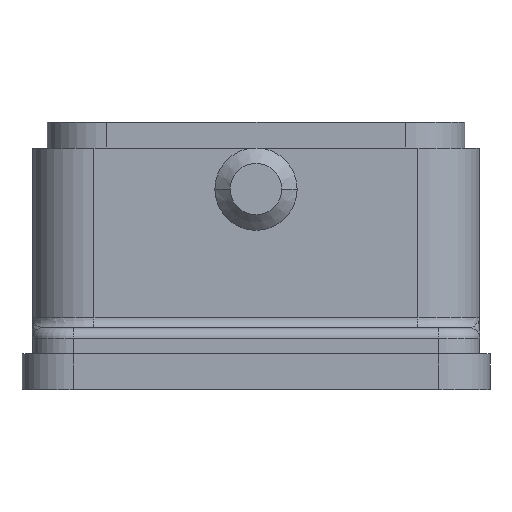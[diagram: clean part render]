
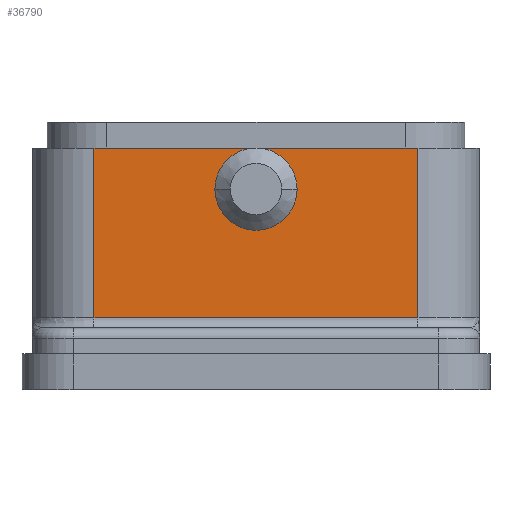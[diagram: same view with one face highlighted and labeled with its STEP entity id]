
A CAD part, left-side view. The second image highlights one B-rep face of the part: STEP entity #36790.
In plain terms, the highlighted planar face has unit normal (-1, 0, 0).
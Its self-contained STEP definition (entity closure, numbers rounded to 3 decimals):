
#25650=CARTESIAN_POINT('',(-30.,-15.75,23.5));
#25660=VERTEX_POINT('',#25650);
#25690=CARTESIAN_POINT('',(-30.,0.,23.5));
#25700=DIRECTION('',(0.,-1.,0.));
#25710=VECTOR('',#25700,1.);
#25720=LINE('',#25690,#25710);
#25730=CARTESIAN_POINT('',(-30.,0.,23.5));
#25740=VERTEX_POINT('',#25730);
#25750=EDGE_CURVE('',#25740,#25660,#25720,.T.);
#25770=CARTESIAN_POINT('',(-30.,15.75,23.5));
#25780=VERTEX_POINT('',#25770);
#25790=EDGE_CURVE('',#25780,#25740,#25720,.T.);
#36330=CARTESIAN_POINT('',(-30.,-15.75,1.5));
#36340=DIRECTION('',(-1.,0.,0.));
#36350=DIRECTION('',(0.,0.,1.));
#36360=AXIS2_PLACEMENT_3D('',#36330,#36340,#36350);
#36370=PLANE('',#36360);
#36380=CARTESIAN_POINT('',(-30.,15.75,0.));
#36390=DIRECTION('',(0.,0.,-1.));
#36400=VECTOR('',#36390,1.);
#36410=LINE('',#36380,#36400);
#36420=CARTESIAN_POINT('',(-30.,15.75,7.));
#36430=VERTEX_POINT('',#36420);
#36440=EDGE_CURVE('',#25780,#36430,#36410,.T.);
#36450=ORIENTED_EDGE('',*,*,#36440,.T.);
#36460=ORIENTED_EDGE('',*,*,#25790,.F.);
#36470=CARTESIAN_POINT('',(-30.,0.,19.5));
#36480=DIRECTION('',(-1.,0.,0.));
#36490=DIRECTION('',(0.,1.,0.));
#36500=AXIS2_PLACEMENT_3D('',#36470,#36480,#36490);
#36510=CIRCLE('',#36500,4.);
#36520=CARTESIAN_POINT('',(-30.,4.,19.5));
#36530=VERTEX_POINT('',#36520);
#36540=EDGE_CURVE('',#25740,#36530,#36510,.T.);
#36550=ORIENTED_EDGE('',*,*,#36540,.F.);
#36560=CARTESIAN_POINT('',(-30.,-4.,19.5));
#36570=VERTEX_POINT('',#36560);
#36580=EDGE_CURVE('',#36530,#36570,#36510,.T.);
#36590=ORIENTED_EDGE('',*,*,#36580,.F.);
#36600=EDGE_CURVE('',#36570,#25740,#36510,.T.);
#36610=ORIENTED_EDGE('',*,*,#36600,.F.);
#36620=ORIENTED_EDGE('',*,*,#25750,.F.);
#36630=CARTESIAN_POINT('',(-30.,-15.75,0.));
#36640=DIRECTION('',(0.,0.,-1.));
#36650=VECTOR('',#36640,1.);
#36660=LINE('',#36630,#36650);
#36670=CARTESIAN_POINT('',(-30.,-15.75,7.));
#36680=VERTEX_POINT('',#36670);
#36690=EDGE_CURVE('',#25660,#36680,#36660,.T.);
#36700=ORIENTED_EDGE('',*,*,#36690,.F.);
#36710=CARTESIAN_POINT('',(-30.,0.,7.));
#36720=DIRECTION('',(0.,1.,0.));
#36730=VECTOR('',#36720,1.);
#36740=LINE('',#36710,#36730);
#36750=EDGE_CURVE('',#36680,#36430,#36740,.T.);
#36760=ORIENTED_EDGE('',*,*,#36750,.F.);
#36770=EDGE_LOOP('',(#36760,#36700,#36620,#36610,#36590,#36550,#36460,
#36450));
#36780=FACE_OUTER_BOUND('',#36770,.T.);
#36790=ADVANCED_FACE('',(#36780),#36370,.T.);
